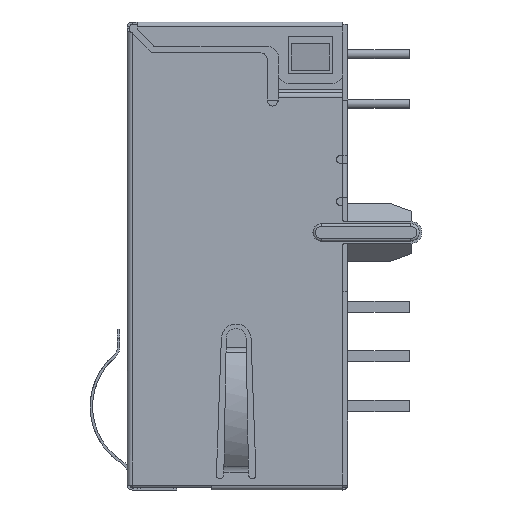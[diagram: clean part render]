
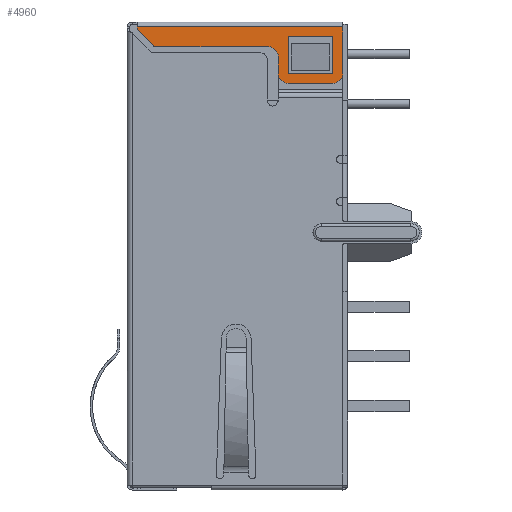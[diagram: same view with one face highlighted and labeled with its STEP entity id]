
A CAD part, left-side view. The second image highlights one B-rep face of the part: STEP entity #4960.
In plain terms, the highlighted planar face has unit normal (-1, 0, 0).
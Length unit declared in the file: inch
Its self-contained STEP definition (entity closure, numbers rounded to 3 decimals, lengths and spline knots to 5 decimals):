
#278 = VECTOR ( 'NONE', #3281, 39.37008 ) ;
#391 = ORIENTED_EDGE ( 'NONE', *, *, #1325, .T. ) ;
#774 = EDGE_CURVE ( 'NONE', #12353, #14767, #3046, .T. ) ;
#887 = DIRECTION ( 'NONE',  ( 0., -1., 0. ) ) ;
#1183 = CARTESIAN_POINT ( 'NONE',  ( -0.346, 0.425, 0. ) ) ;
#1221 = CIRCLE ( 'NONE', #16904, 0.02 ) ;
#1325 = EDGE_CURVE ( 'NONE', #3725, #6351, #20507, .T. ) ;
#1767 = ORIENTED_EDGE ( 'NONE', *, *, #16426, .F. ) ;
#1874 = CARTESIAN_POINT ( 'NONE',  ( -0.346, 0.12, 0.36872 ) ) ;
#1955 = CARTESIAN_POINT ( 'NONE',  ( -0.346, -1.17128, -0.4725 ) ) ;
#2023 = PLANE ( 'NONE',  #12268 ) ;
#2034 = LINE ( 'NONE', #9566, #278 ) ;
#2149 = AXIS2_PLACEMENT_3D ( 'NONE', #18481, #8778, #12198 ) ;
#2194 = CARTESIAN_POINT ( 'NONE',  ( -0.346, 0.01, 0.4625 ) ) ;
#2624 = CARTESIAN_POINT ( 'NONE',  ( -0.346, -1.17128, 0.4225 ) ) ;
#2776 = VERTEX_POINT ( 'NONE', #14573 ) ;
#3046 = LINE ( 'NONE', #6398, #6627 ) ;
#3122 = CARTESIAN_POINT ( 'NONE',  ( -0.346, 0.38535, 0.4225 ) ) ;
#3281 = DIRECTION ( 'NONE',  ( 0., 0., -1. ) ) ;
#3436 = DIRECTION ( 'NONE',  ( 0., 0., 1. ) ) ;
#3544 = DIRECTION ( 'NONE',  ( 0., 0., 1. ) ) ;
#3725 = VERTEX_POINT ( 'NONE', #15640 ) ;
#4249 = ORIENTED_EDGE ( 'NONE', *, *, #6274, .F. ) ;
#4390 = DIRECTION ( 'NONE',  ( 0., 0., 1. ) ) ;
#4412 = ORIENTED_EDGE ( 'NONE', *, *, #18408, .T. ) ;
#4786 = LINE ( 'NONE', #11854, #20985 ) ;
#4848 = CARTESIAN_POINT ( 'NONE',  ( -0.346, 0.12, 0.44372 ) ) ;
#4960 = ADVANCED_FACE ( 'NONE', ( #8639, #17462 ), #2023, .T. ) ;
#5108 = VECTOR ( 'NONE', #5321, 39.37008 ) ;
#5321 = DIRECTION ( 'NONE',  ( 0., -1., 0. ) ) ;
#5499 = EDGE_CURVE ( 'NONE', #6351, #12618, #4786, .T. ) ;
#5617 = CARTESIAN_POINT ( 'NONE',  ( -0.346, 0.14, -0.4725 ) ) ;
#5878 = ORIENTED_EDGE ( 'NONE', *, *, #16644, .T. ) ;
#6049 = CARTESIAN_POINT ( 'NONE',  ( -0.346, 0.03, 0.36872 ) ) ;
#6159 = LINE ( 'NONE', #16768, #5108 ) ;
#6199 = EDGE_CURVE ( 'NONE', #2776, #18134, #9592, .T. ) ;
#6208 = CARTESIAN_POINT ( 'NONE',  ( -0.346, 0.16, 0.4225 ) ) ;
#6274 = EDGE_CURVE ( 'NONE', #7038, #14227, #6557, .T. ) ;
#6297 = VECTOR ( 'NONE', #11941, 39.37008 ) ;
#6351 = VERTEX_POINT ( 'NONE', #7037 ) ;
#6398 = CARTESIAN_POINT ( 'NONE',  ( -0.346, 0.01, -0.4725 ) ) ;
#6515 = EDGE_CURVE ( 'NONE', #15893, #7853, #20692, .T. ) ;
#6557 = LINE ( 'NONE', #8542, #6297 ) ;
#6560 = VECTOR ( 'NONE', #15446, 39.37008 ) ;
#6627 = VECTOR ( 'NONE', #8021, 39.37008 ) ;
#6774 = DIRECTION ( 'NONE',  ( 0., 0., 1. ) ) ;
#6916 = ORIENTED_EDGE ( 'NONE', *, *, #10675, .T. ) ;
#6972 = VERTEX_POINT ( 'NONE', #12257 ) ;
#6976 = DIRECTION ( 'NONE',  ( 1., 0., 0. ) ) ;
#7037 = CARTESIAN_POINT ( 'NONE',  ( -0.346, 0.425, 0.45697 ) ) ;
#7038 = VERTEX_POINT ( 'NONE', #4848 ) ;
#7276 = CARTESIAN_POINT ( 'NONE',  ( -0.346, 0.01, 0.36872 ) ) ;
#7610 = LINE ( 'NONE', #14022, #13191 ) ;
#7853 = VERTEX_POINT ( 'NONE', #10295 ) ;
#8021 = DIRECTION ( 'NONE',  ( 0., 0., -1. ) ) ;
#8186 = ORIENTED_EDGE ( 'NONE', *, *, #774, .F. ) ;
#8212 = ORIENTED_EDGE ( 'NONE', *, *, #20220, .T. ) ;
#8268 = CARTESIAN_POINT ( 'NONE',  ( -0.346, 0.03, 0.34872 ) ) ;
#8327 = LINE ( 'NONE', #2624, #6560 ) ;
#8542 = CARTESIAN_POINT ( 'NONE',  ( -0.346, 0.12, -0.4725 ) ) ;
#8639 = FACE_OUTER_BOUND ( 'NONE', #9662, .T. ) ;
#8683 = ORIENTED_EDGE ( 'NONE', *, *, #5499, .T. ) ;
#8778 = DIRECTION ( 'NONE',  ( -1., 0., 0. ) ) ;
#9277 = EDGE_CURVE ( 'NONE', #19718, #6972, #2034, .T. ) ;
#9391 = DIRECTION ( 'NONE',  ( 0., 1., 0. ) ) ;
#9430 = CARTESIAN_POINT ( 'NONE',  ( -0.346, 0.39419, 0.42616 ) ) ;
#9538 = CARTESIAN_POINT ( 'NONE',  ( -0.346, -1.17128, 0.4625 ) ) ;
#9566 = CARTESIAN_POINT ( 'NONE',  ( -0.346, 0.03, -0.4725 ) ) ;
#9592 = LINE ( 'NONE', #19577, #11119 ) ;
#9662 = EDGE_LOOP ( 'NONE', ( #8186, #14295, #391, #8683, #6916, #4412, #20061, #12030, #5878, #19190, #8212 ) ) ;
#9807 = VERTEX_POINT ( 'NONE', #6208 ) ;
#10281 = AXIS2_PLACEMENT_3D ( 'NONE', #1874, #19376, #6774 ) ;
#10295 = CARTESIAN_POINT ( 'NONE',  ( -0.346, 0.14, 0.36872 ) ) ;
#10504 = LINE ( 'NONE', #9538, #14543 ) ;
#10675 = EDGE_CURVE ( 'NONE', #12618, #19828, #12377, .T. ) ;
#10967 = CARTESIAN_POINT ( 'NONE',  ( -0.346, 0.03, 0.44372 ) ) ;
#11119 = VECTOR ( 'NONE', #16433, 39.37008 ) ;
#11154 = AXIS2_PLACEMENT_3D ( 'NONE', #6049, #12495, #4390 ) ;
#11782 = DIRECTION ( 'NONE',  ( 0., -0.707, -0.707 ) ) ;
#11854 = CARTESIAN_POINT ( 'NONE',  ( -0.346, -0.83787, -0.8059 ) ) ;
#11941 = DIRECTION ( 'NONE',  ( 0., 0., -1. ) ) ;
#12030 = ORIENTED_EDGE ( 'NONE', *, *, #6515, .T. ) ;
#12198 = DIRECTION ( 'NONE',  ( 0., 0., 1. ) ) ;
#12257 = CARTESIAN_POINT ( 'NONE',  ( -0.346, 0.03, 0.36872 ) ) ;
#12268 = AXIS2_PLACEMENT_3D ( 'NONE', #1955, #18110, #3436 ) ;
#12353 = VERTEX_POINT ( 'NONE', #2194 ) ;
#12377 = CIRCLE ( 'NONE', #2149, 0.0125 ) ;
#12407 = CARTESIAN_POINT ( 'NONE',  ( -0.346, 0.14, 0.4025 ) ) ;
#12495 = DIRECTION ( 'NONE',  ( -1., 0., 0. ) ) ;
#12618 = VERTEX_POINT ( 'NONE', #9430 ) ;
#13191 = VECTOR ( 'NONE', #887, 39.37008 ) ;
#14022 = CARTESIAN_POINT ( 'NONE',  ( -0.346, -1.17128, 0.36872 ) ) ;
#14118 = EDGE_CURVE ( 'NONE', #7038, #19718, #6159, .T. ) ;
#14227 = VERTEX_POINT ( 'NONE', #16842 ) ;
#14241 = DIRECTION ( 'NONE',  ( 0., 0., -1. ) ) ;
#14295 = ORIENTED_EDGE ( 'NONE', *, *, #19788, .T. ) ;
#14543 = VECTOR ( 'NONE', #9391, 39.37008 ) ;
#14573 = CARTESIAN_POINT ( 'NONE',  ( -0.346, 0.12, 0.34872 ) ) ;
#14704 = VECTOR ( 'NONE', #14241, 39.37008 ) ;
#14767 = VERTEX_POINT ( 'NONE', #7276 ) ;
#15446 = DIRECTION ( 'NONE',  ( 0., -1., 0. ) ) ;
#15640 = CARTESIAN_POINT ( 'NONE',  ( -0.346, 0.425, 0.4625 ) ) ;
#15893 = VERTEX_POINT ( 'NONE', #12407 ) ;
#15983 = EDGE_LOOP ( 'NONE', ( #4249, #18711, #16391, #1767 ) ) ;
#16391 = ORIENTED_EDGE ( 'NONE', *, *, #9277, .T. ) ;
#16426 = EDGE_CURVE ( 'NONE', #14227, #6972, #7610, .T. ) ;
#16433 = DIRECTION ( 'NONE',  ( 0., -1., 0. ) ) ;
#16505 = CARTESIAN_POINT ( 'NONE',  ( -0.346, 0.16, 0.4025 ) ) ;
#16644 = EDGE_CURVE ( 'NONE', #7853, #2776, #18232, .T. ) ;
#16768 = CARTESIAN_POINT ( 'NONE',  ( -0.346, -1.17128, 0.44372 ) ) ;
#16842 = CARTESIAN_POINT ( 'NONE',  ( -0.346, 0.12, 0.36872 ) ) ;
#16904 = AXIS2_PLACEMENT_3D ( 'NONE', #16505, #6976, #3544 ) ;
#17462 = FACE_BOUND ( 'NONE', #15983, .T. ) ;
#18110 = DIRECTION ( 'NONE',  ( -1., 0., 0. ) ) ;
#18134 = VERTEX_POINT ( 'NONE', #8268 ) ;
#18184 = EDGE_CURVE ( 'NONE', #9807, #15893, #1221, .T. ) ;
#18232 = CIRCLE ( 'NONE', #10281, 0.02 ) ;
#18408 = EDGE_CURVE ( 'NONE', #19828, #9807, #8327, .T. ) ;
#18481 = CARTESIAN_POINT ( 'NONE',  ( -0.346, 0.38535, 0.435 ) ) ;
#18574 = CIRCLE ( 'NONE', #11154, 0.02 ) ;
#18711 = ORIENTED_EDGE ( 'NONE', *, *, #14118, .T. ) ;
#19190 = ORIENTED_EDGE ( 'NONE', *, *, #6199, .T. ) ;
#19376 = DIRECTION ( 'NONE',  ( -1., 0., 0. ) ) ;
#19577 = CARTESIAN_POINT ( 'NONE',  ( -0.346, -1.17128, 0.34872 ) ) ;
#19718 = VERTEX_POINT ( 'NONE', #10967 ) ;
#19788 = EDGE_CURVE ( 'NONE', #12353, #3725, #10504, .T. ) ;
#19828 = VERTEX_POINT ( 'NONE', #3122 ) ;
#20061 = ORIENTED_EDGE ( 'NONE', *, *, #18184, .T. ) ;
#20175 = DIRECTION ( 'NONE',  ( 0., 0., -1. ) ) ;
#20220 = EDGE_CURVE ( 'NONE', #18134, #14767, #18574, .T. ) ;
#20507 = LINE ( 'NONE', #1183, #14704 ) ;
#20692 = LINE ( 'NONE', #5617, #20954 ) ;
#20954 = VECTOR ( 'NONE', #20175, 39.37008 ) ;
#20985 = VECTOR ( 'NONE', #11782, 39.37008 ) ;
